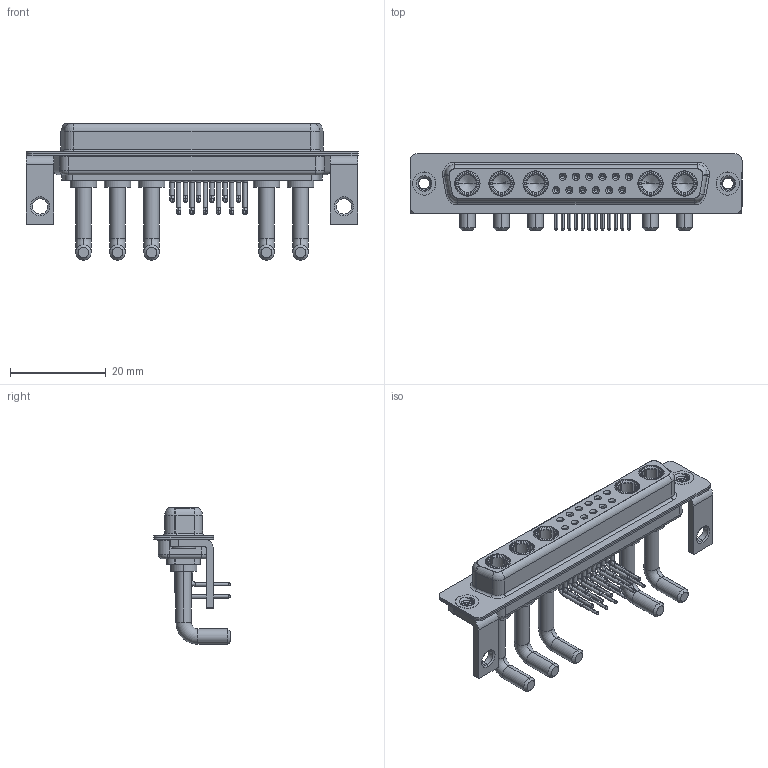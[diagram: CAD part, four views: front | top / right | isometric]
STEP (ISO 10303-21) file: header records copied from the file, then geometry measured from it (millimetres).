
FILE_DESCRIPTION (( 'STEP AP203' ), '1' );
FILE_NAME ('630-17W5650-3N4.STEP', '2022-06-07T00:58:12', ( '' ), ( '' ), 'SwSTEP 2.0', 'SolidWorks 2020', '' );
FILE_SCHEMA (( 'CONFIG_CONTROL_DESIGN' ));
Length unit declared in the file: millimetre
Products named in the file (9): 630Combo Contact Row 2; 630Combo Shell Front_37 Contacts; Power Socket_Ext 30A RA; 630-17W5650-3N4; 630Combo Contact Row 1; 630Combo Threaded Rivet_3; 630Combo Shell Rear_37 Contacts; 630Combo Housing_17W5; 630Combo Stabilizer Bracket
Assembly tree (24 placements, depth 2):
  630-17W5650-3N4
    630Combo Housing_17W5
    630Combo Shell Front_37 Contacts
    630Combo Shell Rear_37 Contacts
    630Combo Threaded Rivet_3  x2
    630Combo Stabilizer Bracket  x2
    Power Socket_Ext 30A RA  x5
    630Combo Contact Row 1  x6
    630Combo Contact Row 2  x6
Bounding box: 69.4 x 16 x 28.53 mm (x, y, z)
Volume: 6369.1 mm3; surface area: 13420.8 mm2
Topology: 29 solids, 29 shells, 1345 faces, 3441 edges, 2182 vertices
Faces by surface type: cylinder 556, plane 412, cone 231, torus 87, bspline 59
Entity records: 20941 total; most frequent: CARTESIAN_POINT 4982, DIRECTION 3303, ORIENTED_EDGE 2898, EDGE_CURVE 1449, AXIS2_PLACEMENT_3D 1362, VERTEX_POINT 925, CIRCLE 747, EDGE_LOOP 710
